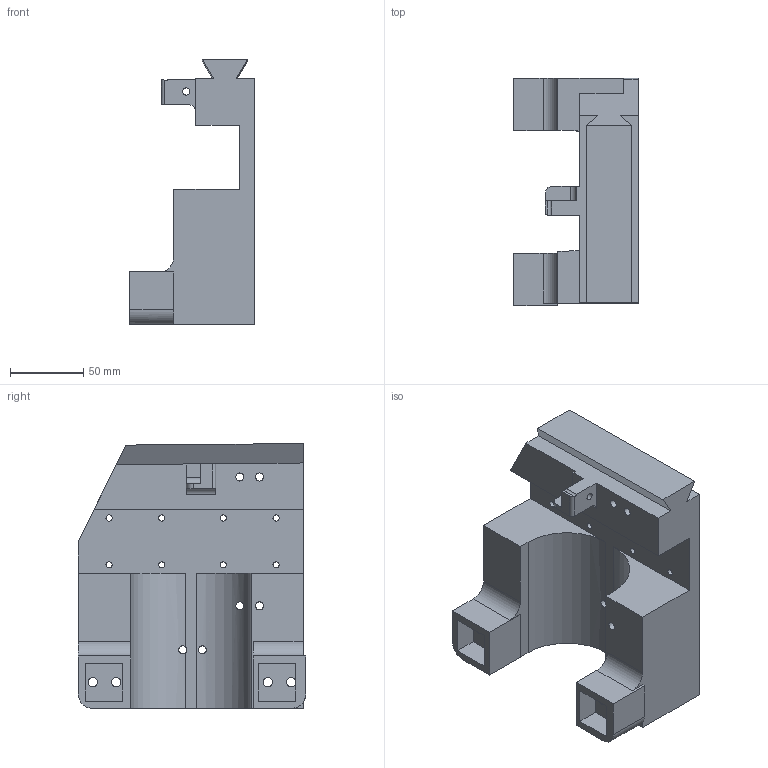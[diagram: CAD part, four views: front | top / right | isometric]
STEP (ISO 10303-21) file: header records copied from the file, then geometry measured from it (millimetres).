
FILE_DESCRIPTION(/* description */ (''),/* implementation_level */ '2;1');
FILE_NAME(/* name */ 'right x wall bottom v1.step',/* time_stamp */ '2025-08-05T14:37:30-07:00',/* author */ (''),/* organization */ (''),/* preprocessor_version */ 'ST-DEVELOPER v20.1',/* originating_system */ 'Autodesk Translation Framework v14.10.0.0',/* authorisation */ '');
FILE_SCHEMA (('AUTOMOTIVE_DESIGN { 1 0 10303 214 3 1 1 }'));
Length unit declared in the file: inch
Products named in the file (2): right x wall bottom; Component1
Assembly tree (1 placements, depth 2):
  right x wall bottom
    Component1
Bounding box: 85 x 155.25 x 180.77 mm (x, y, z)
Volume: 810731 mm3; surface area: 115385.5 mm2
Topology: 1 solids, 1 shells, 78 faces, 226 edges, 151 vertices
Faces by surface type: plane 47, cylinder 31
Full cylindrical faces by diameter (mm): 4.2 x8, 5 x1, 5.5 x6, 6.3 x4
Entity records: 2801 total; most frequent: CARTESIAN_POINT 566, ORIENTED_EDGE 452, DIRECTION 442, EDGE_CURVE 226, LINE 156, VECTOR 156, VERTEX_POINT 151, AXIS2_PLACEMENT_3D 143
